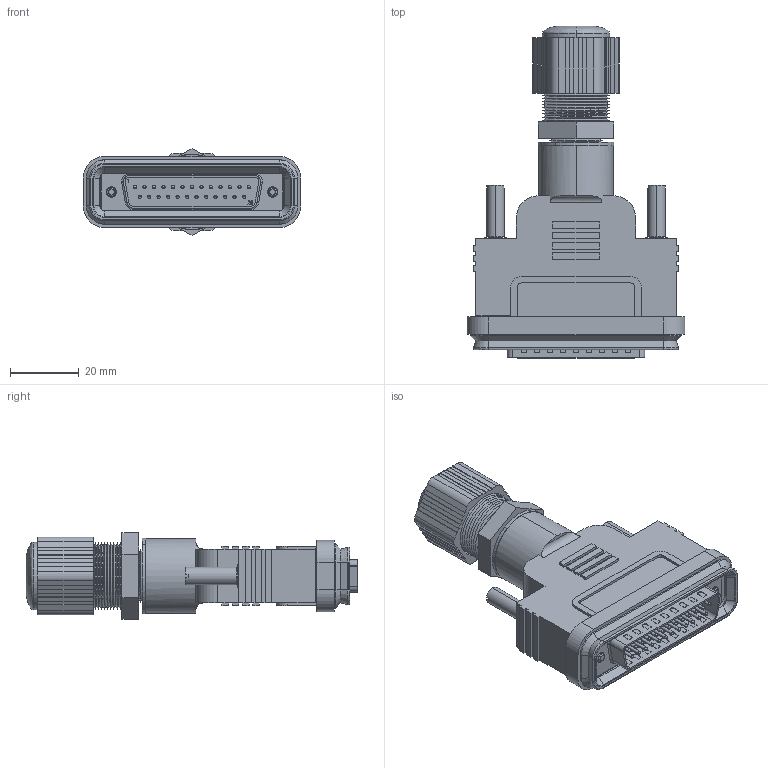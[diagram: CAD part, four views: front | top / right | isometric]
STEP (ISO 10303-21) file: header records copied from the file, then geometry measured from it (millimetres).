
FILE_DESCRIPTION (( 'STEP AP203' ), '1' );
FILE_NAME ('WPDB25P-KIT.STEP', '2006-06-30T19:11:14', ( ' ' ), ( ' ' ), 'SwSTEP 2.0', 'SolidWorks 2005354', '' );
FILE_SCHEMA (( 'CONFIG_CONTROL_DESIGN' ));
Length unit declared in the file: inch
Products named in the file (11): WPDB25S-MA5; WP_25D-SUB_37-Pin; WPDB25P-KIT; WPDB9S-MA1; WPDB9S-MA2; WPDB9S-MA8_DB25; SD25P; WPDB9S-MA3; WPDB25S-MA7; WPDB25S-MA4; WPDB25S-MA6
Assembly tree (13 placements, depth 2):
  WPDB25P-KIT
    WPDB9S-MA3  x2
    WPDB9S-MA2  x2
    WPDB25S-MA4
    WPDB25S-MA5
    WPDB25S-MA7
    WPDB9S-MA1  x2
    WPDB25S-MA6
    WPDB9S-MA8_DB25
    WP_25D-SUB_37-Pin
    SD25P
Bounding box: 63.5 x 96.83 x 25.37 mm (x, y, z)
Volume: 32926.3 mm3; surface area: 32421.3 mm2
Topology: 13 solids, 13 shells, 1443 faces, 3498 edges, 2150 vertices
Faces by surface type: plane 678, cylinder 467, cone 192, sphere 50, torus 36, bspline 20
Entity records: 42840 total; most frequent: CARTESIAN_POINT 9678, DIRECTION 6923, ORIENTED_EDGE 6420, EDGE_CURVE 3210, AXIS2_PLACEMENT_3D 2463, VECTOR 1997, LINE 1997, VERTEX_POINT 1994
